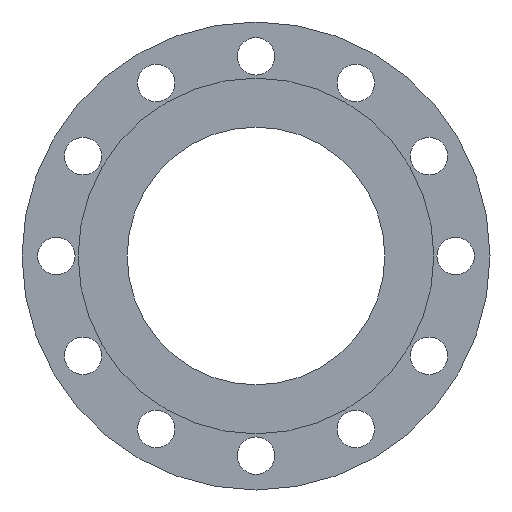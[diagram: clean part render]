
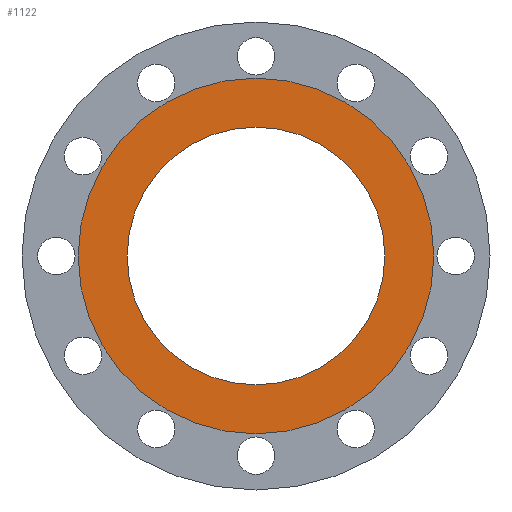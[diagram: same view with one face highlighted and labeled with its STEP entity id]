
A CAD part, front view. The second image highlights one B-rep face of the part: STEP entity #1122.
In plain terms, the highlighted planar face has unit normal (0, -1, 0).
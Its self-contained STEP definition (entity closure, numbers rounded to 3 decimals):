
#11 = CARTESIAN_POINT ( 'NONE',  ( 0., 0., 0. ) ) ;
#18 = CARTESIAN_POINT ( 'NONE',  ( 0., 0., 0. ) ) ;
#61 = EDGE_CURVE ( 'NONE', #702, #1022, #214, .T. ) ;
#105 = AXIS2_PLACEMENT_3D ( 'NONE', #11, #319, #1087 ) ;
#145 = DIRECTION ( 'NONE',  ( 0., 1., 0. ) ) ;
#198 = CARTESIAN_POINT ( 'NONE',  ( 0., 0., 0. ) ) ;
#202 = CARTESIAN_POINT ( 'NONE',  ( 0., 0., -142.5 ) ) ;
#208 = EDGE_CURVE ( 'NONE', #1022, #702, #771, .T. ) ;
#214 = CIRCLE ( 'NONE', #105, 103.25 ) ;
#311 = ORIENTED_EDGE ( 'NONE', *, *, #1014, .F. ) ;
#319 = DIRECTION ( 'NONE',  ( 0., 1., 0. ) ) ;
#323 = VERTEX_POINT ( 'NONE', #366 ) ;
#364 = DIRECTION ( 'NONE',  ( 0., 1., 0. ) ) ;
#366 = CARTESIAN_POINT ( 'NONE',  ( 0., 0., 142.5 ) ) ;
#388 = DIRECTION ( 'NONE',  ( 0., 0., 1. ) ) ;
#516 = DIRECTION ( 'NONE',  ( 0., 1., 0. ) ) ;
#540 = CARTESIAN_POINT ( 'NONE',  ( 0., 0., 103.25 ) ) ;
#579 = AXIS2_PLACEMENT_3D ( 'NONE', #1054, #733, #1290 ) ;
#668 = CARTESIAN_POINT ( 'NONE',  ( 0., 0., 0. ) ) ;
#677 = DIRECTION ( 'NONE',  ( 0., 0., 1. ) ) ;
#702 = VERTEX_POINT ( 'NONE', #540 ) ;
#733 = DIRECTION ( 'NONE',  ( 0., -1., 0. ) ) ;
#739 = PLANE ( 'NONE',  #579 ) ;
#751 = AXIS2_PLACEMENT_3D ( 'NONE', #18, #364, #677 ) ;
#771 = CIRCLE ( 'NONE', #1251, 103.25 ) ;
#783 = EDGE_CURVE ( 'NONE', #323, #1221, #1302, .T. ) ;
#794 = DIRECTION ( 'NONE',  ( 0., 0., 1. ) ) ;
#818 = CIRCLE ( 'NONE', #862, 142.5 ) ;
#845 = FACE_OUTER_BOUND ( 'NONE', #883, .T. ) ;
#862 = AXIS2_PLACEMENT_3D ( 'NONE', #198, #516, #388 ) ;
#879 = ORIENTED_EDGE ( 'NONE', *, *, #208, .T. ) ;
#883 = EDGE_LOOP ( 'NONE', ( #1243, #311 ) ) ;
#973 = ORIENTED_EDGE ( 'NONE', *, *, #61, .T. ) ;
#1014 = EDGE_CURVE ( 'NONE', #1221, #323, #818, .T. ) ;
#1022 = VERTEX_POINT ( 'NONE', #1262 ) ;
#1035 = EDGE_LOOP ( 'NONE', ( #973, #879 ) ) ;
#1054 = CARTESIAN_POINT ( 'NONE',  ( 0., 0., 103.25 ) ) ;
#1087 = DIRECTION ( 'NONE',  ( 0., 0., 1. ) ) ;
#1122 = ADVANCED_FACE ( 'NONE', ( #1148, #845 ), #739, .T. ) ;
#1148 = FACE_BOUND ( 'NONE', #1035, .T. ) ;
#1221 = VERTEX_POINT ( 'NONE', #202 ) ;
#1243 = ORIENTED_EDGE ( 'NONE', *, *, #783, .F. ) ;
#1251 = AXIS2_PLACEMENT_3D ( 'NONE', #668, #145, #794 ) ;
#1262 = CARTESIAN_POINT ( 'NONE',  ( 0., 0., -103.25 ) ) ;
#1290 = DIRECTION ( 'NONE',  ( 0., 0., -1. ) ) ;
#1302 = CIRCLE ( 'NONE', #751, 142.5 ) ;
